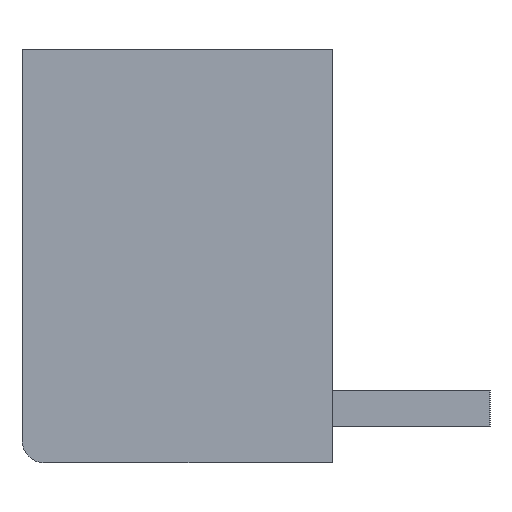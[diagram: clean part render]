
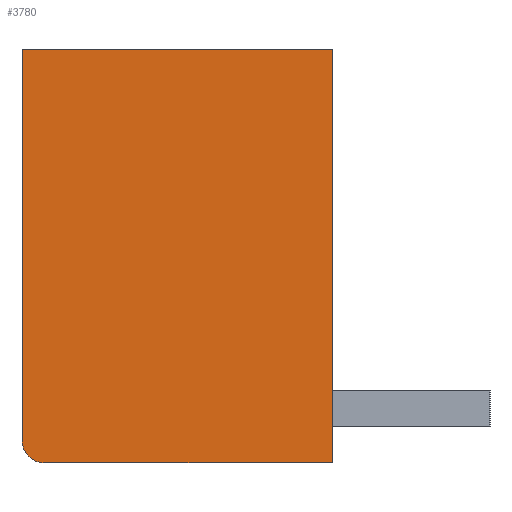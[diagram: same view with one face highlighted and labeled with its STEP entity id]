
A CAD part, left-side view. The second image highlights one B-rep face of the part: STEP entity #3780.
In plain terms, the highlighted planar face has unit normal (-1, 0, 0).
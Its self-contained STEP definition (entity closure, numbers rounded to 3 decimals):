
#6=DIRECTION('',(0.,1.,0.));
#7=VECTOR('',#6,6.9);
#8=CARTESIAN_POINT('',(-14.3,-3.45,0.));
#9=LINE('',#8,#7);
#338=DIRECTION('',(0.,0.,1.));
#339=VECTOR('',#338,9.2);
#340=CARTESIAN_POINT('',(-14.3,-3.45,-9.2));
#341=LINE('',#340,#339);
#487=CARTESIAN_POINT('',(-14.3,2.95,-8.7));
#488=DIRECTION('',(-1.,0.,0.));
#489=DIRECTION('',(0.,1.,0.));
#490=AXIS2_PLACEMENT_3D('',#487,#488,#489);
#492=DIRECTION('',(0.,0.,1.));
#493=VECTOR('',#492,8.7);
#494=CARTESIAN_POINT('',(-14.3,3.45,-8.7));
#495=LINE('',#494,#493);
#500=DIRECTION('',(0.,1.,0.));
#501=VECTOR('',#500,6.4);
#502=CARTESIAN_POINT('',(-14.3,-3.45,-9.2));
#503=LINE('',#502,#501);
#2552=CARTESIAN_POINT('',(-14.3,-3.45,0.));
#2553=CARTESIAN_POINT('',(-14.3,3.45,0.));
#2554=VERTEX_POINT('',#2552);
#2555=VERTEX_POINT('',#2553);
#2561=CARTESIAN_POINT('',(-14.3,-3.45,-9.2));
#2563=VERTEX_POINT('',#2561);
#2568=CARTESIAN_POINT('',(-14.3,3.45,-8.7));
#2569=VERTEX_POINT('',#2568);
#2570=CARTESIAN_POINT('',(-14.3,2.95,-9.2));
#2571=VERTEX_POINT('',#2570);
#3767=CARTESIAN_POINT('',(-14.3,3.45,0.));
#3768=DIRECTION('',(-1.,0.,0.));
#3769=DIRECTION('',(0.,-1.,0.));
#3770=AXIS2_PLACEMENT_3D('',#3767,#3768,#3769);
#3771=PLANE('',#3770);
#3772=ORIENTED_EDGE('',*,*,#3747,.F.);
#3773=ORIENTED_EDGE('',*,*,#3762,.T.);
#3774=ORIENTED_EDGE('',*,*,#3379,.F.);
#3775=ORIENTED_EDGE('',*,*,#3638,.F.);
#3777=ORIENTED_EDGE('',*,*,#3776,.T.);
#3778=EDGE_LOOP('',(#3772,#3773,#3774,#3775,#3777));
#3779=FACE_OUTER_BOUND('',#3778,.F.);
#491=CIRCLE('',#490,0.5);
#3379=EDGE_CURVE('',#2554,#2555,#9,.T.);
#3638=EDGE_CURVE('',#2563,#2554,#341,.T.);
#3747=EDGE_CURVE('',#2569,#2571,#491,.T.);
#3762=EDGE_CURVE('',#2569,#2555,#495,.T.);
#3776=EDGE_CURVE('',#2563,#2571,#503,.T.);
#3780=ADVANCED_FACE('',(#3779),#3771,.T.);
